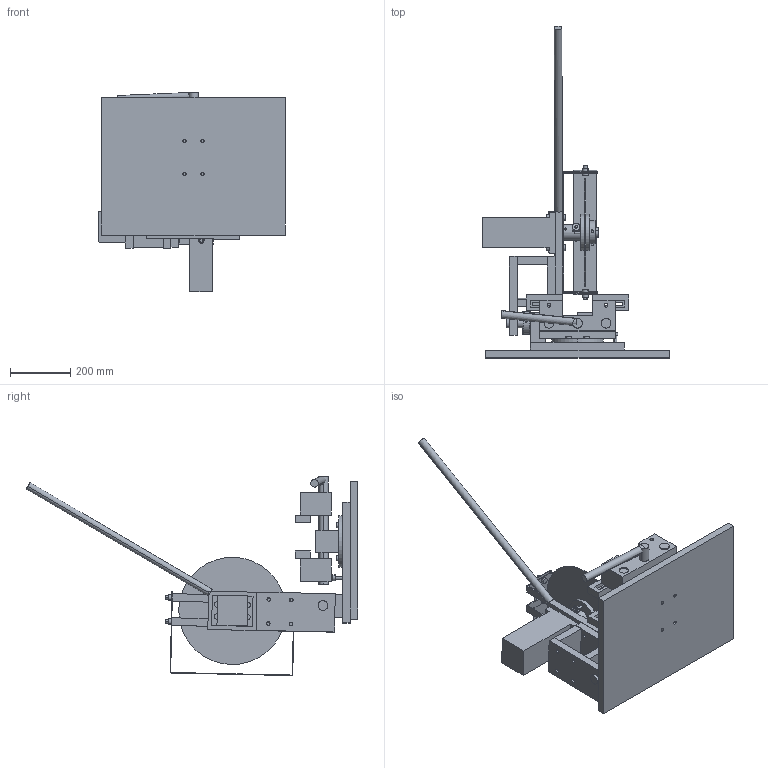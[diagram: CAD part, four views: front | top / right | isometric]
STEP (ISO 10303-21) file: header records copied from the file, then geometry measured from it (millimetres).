
FILE_DESCRIPTION (( 'STEP AP203' ), '1' );
FILE_NAME ('FullAssembly.STEP', '2012-05-29T06:42:17', ( '' ), ( '' ), 'SwSTEP 2.0', 'SolidWorks 2010', '' );
FILE_SCHEMA (( 'CONFIG_CONTROL_DESIGN' ));
Length unit declared in the file: millimetre
Products named in the file (36): FullAssembly; BaseAssembly; Baseplate; BaseDisc; SwivelPlate; SupportAssembly; ShaftBlock; SupportBar; BridgeBar; SupportThrustWasher; DriveAssembly; InterfacePlate; HydraulicMotor; ShaftCoupling; Spindle; BladeGuardSupport; BladeGuard; Blade; MountDisc; BladeGuardNut; InterfaceBolt; BladeGuardBolt; OperationHandle; CouplingPin; PinCollar; CouplingSetscrew; Pin; DriveCollar; CollarSetscrew; ViseAssembly; FixedBlock; ThreadedRod; SupportShaft; MovingBlock; ClampJaw; Handle
Assembly tree (79 placements, depth 3):
  FullAssembly
    SupportAssembly
      ShaftBlock  x2
      SupportThrustWasher  x3
      BridgeBar  x2
      SupportBar  x2
      DriveCollar  x2
      SupportShaft
    DriveAssembly
      InterfaceBolt  x4
      CollarSetscrew  x8
      MountDisc  x2
      PinCollar  x2
      Spindle
      CouplingPin
      ShaftCoupling
      OperationHandle
      HydraulicMotor
      BladeGuardNut  x4
      DriveCollar
      InterfacePlate
      BladeGuardBolt  x8
      Pin  x2
      CouplingSetscrew  x3
      Blade
      BladeGuard
      BladeGuardSupport  x2
    ViseAssembly
      SupportShaft  x2
      Handle
      ThreadedRod
      ClampJaw  x4
      FixedBlock
      MovingBlock  x2
    BaseAssembly
      InterfaceBolt  x5
      Baseplate
      BaseDisc
      SwivelPlate
Bounding box: 619.53 x 1100.03 x 660.64 mm (x, y, z)
Volume: 23947358.9 mm3; surface area: 2850316.1 mm2
Topology: 75 solids, 75 shells, 747 faces, 1748 edges, 1164 vertices
Faces by surface type: cylinder 426, plane 321
Entity records: 18360 total; most frequent: CARTESIAN_POINT 3367, DIRECTION 2250, ORIENTED_EDGE 1888, EDGE_CURVE 944, AXIS2_PLACEMENT_3D 891, VERTEX_POINT 628, EDGE_LOOP 554, LINE 468
